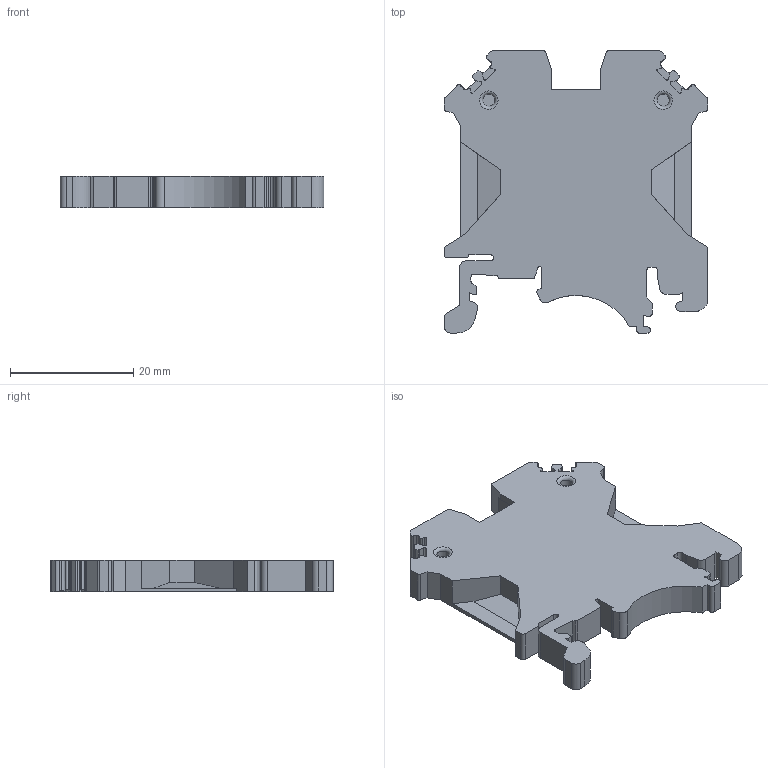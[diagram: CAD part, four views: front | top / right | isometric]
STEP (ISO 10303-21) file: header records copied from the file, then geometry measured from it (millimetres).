
FILE_DESCRIPTION( ( 'STEP AP203' ), '1' );
FILE_NAME( 'CDU2.5NB.stp', '2023-01-09T05:30:45', ( ' ' ), ( ' ' ), 'XStep 1.0', ' ', ' ' );
FILE_SCHEMA( ( 'CONFIG_CONTROL_DESIGN) ( )' ) );
Length unit declared in the file: metre
Products named in the file (1): 1
Bounding box: 42.8 x 45.8 x 5.15 mm (x, y, z)
Volume: 6853.1 mm3; surface area: 4401 mm2
Topology: 1 solids, 1 shells, 236 faces, 676 edges, 448 vertices
Faces by surface type: plane 154, cylinder 76, torus 4, cone 2
Full cylindrical faces by diameter (mm): 2 x4
Entity records: 7710 total; most frequent: CARTESIAN_POINT 1371, ORIENTED_EDGE 1336, DIRECTION 1300, EDGE_CURVE 668, LINE 498, VECTOR 498, VERTEX_POINT 448, AXIS2_PLACEMENT_3D 401
